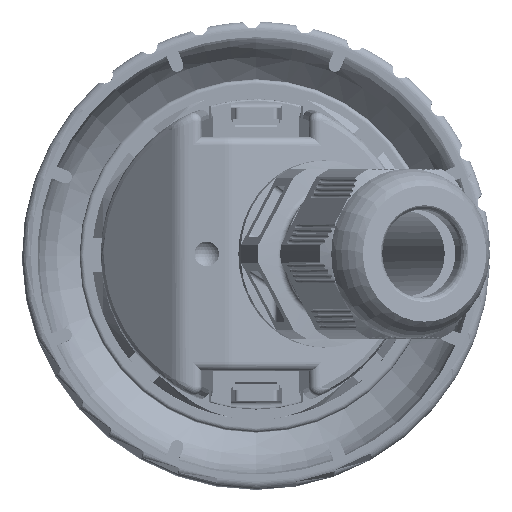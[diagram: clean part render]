
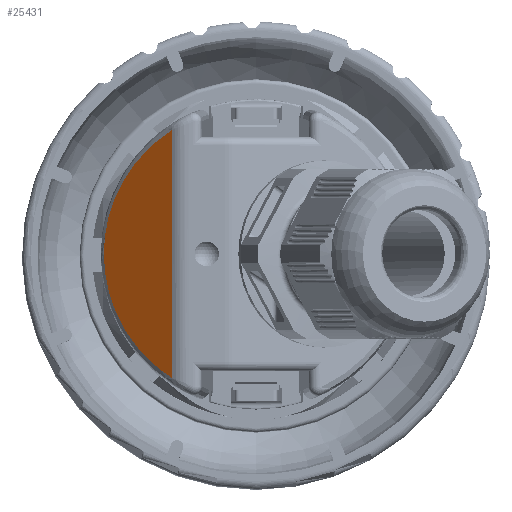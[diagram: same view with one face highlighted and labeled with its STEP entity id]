
A CAD part, top view. The second image highlights one B-rep face of the part: STEP entity #25431.
In plain terms, the highlighted face is planar.
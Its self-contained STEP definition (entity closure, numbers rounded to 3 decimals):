
#25431 = ADVANCED_FACE ( 'NONE', ( #153887 ), #161555, .F. ) ;
#58247 = EDGE_LOOP ( 'NONE', ( #147773, #147775, #147777 ) ) ;
#87405 =( BOUNDED_CURVE ( )  B_SPLINE_CURVE ( 3, ( #127672, #127664, #127653, #127673 ),
 .UNSPECIFIED., .F., .F. ) 
 B_SPLINE_CURVE_WITH_KNOTS ( ( 4, 4 ),
 ( 0., 1.009 ),
 .UNSPECIFIED. ) 
 CURVE ( )  GEOMETRIC_REPRESENTATION_ITEM ( )  RATIONAL_B_SPLINE_CURVE ( ( 1., 0.917, 0.917, 1. ) ) 
 REPRESENTATION_ITEM ( '' )  );
#87599 =( BOUNDED_CURVE ( )  B_SPLINE_CURVE ( 3, ( #128237, #128239, #128247, #128248 ),
 .UNSPECIFIED., .F., .F. ) 
 B_SPLINE_CURVE_WITH_KNOTS ( ( 4, 4 ),
 ( 5.274, 6.283 ),
 .UNSPECIFIED. ) 
 CURVE ( )  GEOMETRIC_REPRESENTATION_ITEM ( )  RATIONAL_B_SPLINE_CURVE ( ( 1., 0.917, 0.917, 1. ) ) 
 REPRESENTATION_ITEM ( '' )  );
#92970 = EDGE_CURVE ( 'NONE', #100024, #100017, #87405, .T. ) ;
#93609 = EDGE_CURVE ( 'NONE', #100017, #100436, #124255, .T. ) ;
#93611 = EDGE_CURVE ( 'NONE', #100436, #100024, #87599, .T. ) ;
#100017 = VERTEX_POINT ( 'NONE', #173632 ) ;
#100024 = VERTEX_POINT ( 'NONE', #173635 ) ;
#100436 = VERTEX_POINT ( 'NONE', #173804 ) ;
#124255 = LINE ( 'NONE', #128245, #124263 ) ;
#124263 = VECTOR ( 'NONE', #128246, 1000. ) ;
#127653 = CARTESIAN_POINT ( 'NONE',  ( -11.366, 14.964, 44.995 ) ) ;
#127664 = CARTESIAN_POINT ( 'NONE',  ( -6.06, 17.893, 42.538 ) ) ;
#127672 = CARTESIAN_POINT ( 'NONE',  ( 0., 17.893, 42.538 ) ) ;
#127673 = CARTESIAN_POINT ( 'NONE',  ( -14.596, 9.836, 49.298 ) ) ;
#128237 = CARTESIAN_POINT ( 'NONE',  ( 14.596, 9.836, 49.298 ) ) ;
#128239 = CARTESIAN_POINT ( 'NONE',  ( 11.366, 14.964, 44.995 ) ) ;
#128245 = CARTESIAN_POINT ( 'NONE',  ( 15.876, 9.836, 49.298 ) ) ;
#128246 = DIRECTION ( 'NONE',  ( 1., 0., 0. ) ) ;
#128247 = CARTESIAN_POINT ( 'NONE',  ( 6.06, 17.893, 42.538 ) ) ;
#128248 = CARTESIAN_POINT ( 'NONE',  ( 0., 17.893, 42.538 ) ) ;
#141082 = AXIS2_PLACEMENT_3D ( 'NONE', #161548, #161559, #161560 ) ;
#147773 = ORIENTED_EDGE ( 'NONE', *, *, #93609, .T. ) ;
#147775 = ORIENTED_EDGE ( 'NONE', *, *, #93611, .T. ) ;
#147777 = ORIENTED_EDGE ( 'NONE', *, *, #92970, .T. ) ;
#153887 = FACE_OUTER_BOUND ( 'NONE', #58247, .T. ) ;
#161548 = CARTESIAN_POINT ( 'NONE',  ( -23., 22.5, 38.672 ) ) ;
#161555 = PLANE ( 'NONE',  #141082 ) ;
#161559 = DIRECTION ( 'NONE',  ( 0., -0.643, -0.766 ) ) ;
#161560 = DIRECTION ( 'NONE',  ( 0., 0.766, -0.643 ) ) ;
#173632 = CARTESIAN_POINT ( 'NONE',  ( -14.596, 9.836, 49.298 ) ) ;
#173635 = CARTESIAN_POINT ( 'NONE',  ( 0., 17.893, 42.538 ) ) ;
#173804 = CARTESIAN_POINT ( 'NONE',  ( 14.596, 9.836, 49.298 ) ) ;
